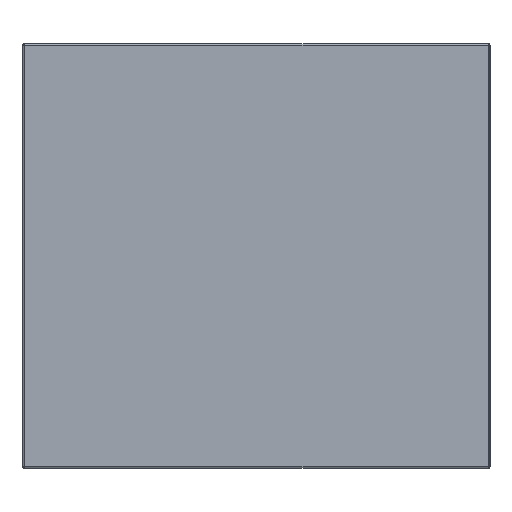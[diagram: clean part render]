
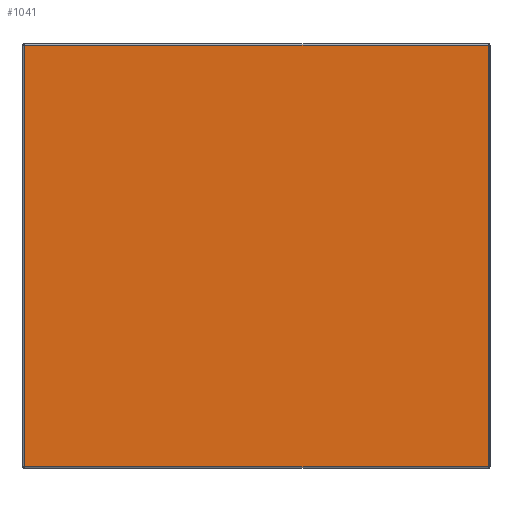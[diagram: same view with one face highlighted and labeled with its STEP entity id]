
A CAD part, left-side view. The second image highlights one B-rep face of the part: STEP entity #1041.
In plain terms, the highlighted planar face has unit normal (-1, 0, 0).
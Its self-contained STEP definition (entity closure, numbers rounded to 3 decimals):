
#4 = DIRECTION ( 'NONE',  ( 0., 0., 1. ) ) ;
#80 = VERTEX_POINT ( 'NONE', #1045 ) ;
#192 = DIRECTION ( 'NONE',  ( 0., 0., -1. ) ) ;
#235 = DIRECTION ( 'NONE',  ( 0., 1., 0. ) ) ;
#257 = ORIENTED_EDGE ( 'NONE', *, *, #4725, .T. ) ;
#303 = EDGE_LOOP ( 'NONE', ( #3151, #931, #257, #3628 ) ) ;
#482 = DIRECTION ( 'NONE',  ( 0., -1., 0. ) ) ;
#640 = VECTOR ( 'NONE', #4, 1000. ) ;
#720 = CARTESIAN_POINT ( 'NONE',  ( -0.5, 0.55, 0.248 ) ) ;
#760 = CARTESIAN_POINT ( 'NONE',  ( -0.5, 0.55, 0. ) ) ;
#785 = EDGE_CURVE ( 'NONE', #3709, #1766, #1771, .T. ) ;
#931 = ORIENTED_EDGE ( 'NONE', *, *, #3568, .T. ) ;
#947 = FACE_OUTER_BOUND ( 'NONE', #303, .T. ) ;
#1028 = CARTESIAN_POINT ( 'NONE',  ( -0.5, 0.548, -0.248 ) ) ;
#1030 = PLANE ( 'NONE',  #4832 ) ;
#1041 = ADVANCED_FACE ( 'NONE', ( #947 ), #1030, .F. ) ;
#1045 = CARTESIAN_POINT ( 'NONE',  ( -0.5, 0.002, -0.248 ) ) ;
#1083 = CARTESIAN_POINT ( 'NONE',  ( -0.5, 0.548, -0.25 ) ) ;
#1493 = DIRECTION ( 'NONE',  ( 0., 0., -1. ) ) ;
#1766 = VERTEX_POINT ( 'NONE', #3755 ) ;
#1771 = LINE ( 'NONE', #720, #3059 ) ;
#1793 = LINE ( 'NONE', #5170, #5050 ) ;
#2301 = LINE ( 'NONE', #1083, #2397 ) ;
#2365 = CARTESIAN_POINT ( 'NONE',  ( -0.5, 0.002, 0.248 ) ) ;
#2397 = VECTOR ( 'NONE', #192, 1000. ) ;
#3059 = VECTOR ( 'NONE', #235, 1000. ) ;
#3151 = ORIENTED_EDGE ( 'NONE', *, *, #4917, .T. ) ;
#3244 = DIRECTION ( 'NONE',  ( 1., 0., 0. ) ) ;
#3250 = LINE ( 'NONE', #3662, #640 ) ;
#3568 = EDGE_CURVE ( 'NONE', #4226, #80, #1793, .T. ) ;
#3628 = ORIENTED_EDGE ( 'NONE', *, *, #785, .T. ) ;
#3662 = CARTESIAN_POINT ( 'NONE',  ( -0.5, 0.002, 0. ) ) ;
#3709 = VERTEX_POINT ( 'NONE', #2365 ) ;
#3755 = CARTESIAN_POINT ( 'NONE',  ( -0.5, 0.548, 0.248 ) ) ;
#4226 = VERTEX_POINT ( 'NONE', #1028 ) ;
#4725 = EDGE_CURVE ( 'NONE', #80, #3709, #3250, .T. ) ;
#4832 = AXIS2_PLACEMENT_3D ( 'NONE', #760, #3244, #1493 ) ;
#4917 = EDGE_CURVE ( 'NONE', #1766, #4226, #2301, .T. ) ;
#5050 = VECTOR ( 'NONE', #482, 1000. ) ;
#5170 = CARTESIAN_POINT ( 'NONE',  ( -0.5, 0., -0.248 ) ) ;
